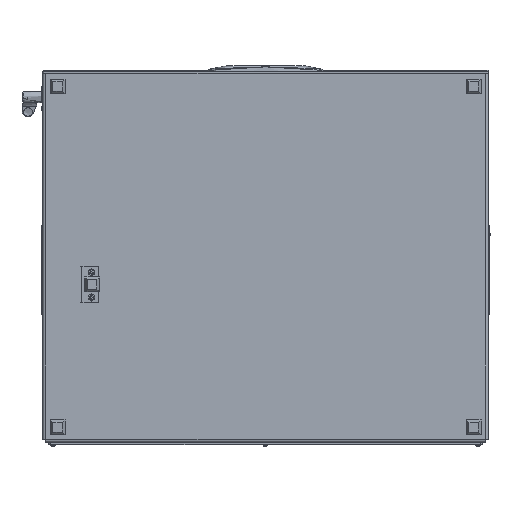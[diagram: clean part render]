
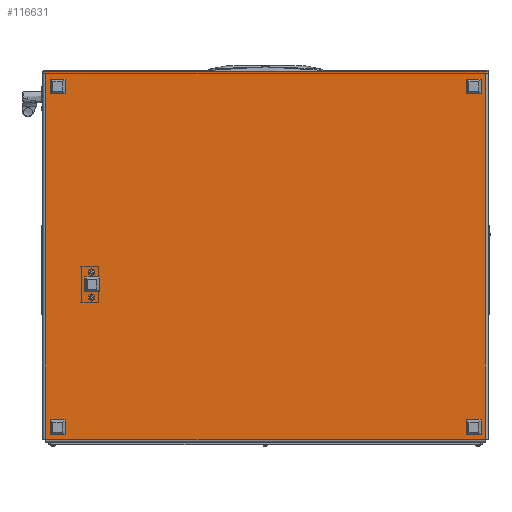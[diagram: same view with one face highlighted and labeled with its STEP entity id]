
A CAD part, front view. The second image highlights one B-rep face of the part: STEP entity #116631.
In plain terms, the highlighted face is planar.
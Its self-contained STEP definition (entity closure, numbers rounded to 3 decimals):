
#2693 = VECTOR ( 'NONE', #43843, 1000. ) ;
#5356 = CARTESIAN_POINT ( 'NONE',  ( 0., 0., 0. ) ) ;
#7101 = EDGE_CURVE ( 'NONE', #114280, #73588, #62930, .T. ) ;
#7409 = LINE ( 'NONE', #71434, #113558 ) ;
#7602 = AXIS2_PLACEMENT_3D ( 'NONE', #131173, #81533, #28953 ) ;
#8884 = EDGE_CURVE ( 'NONE', #90972, #122802, #133113, .T. ) ;
#9551 = EDGE_CURVE ( 'NONE', #73126, #80807, #7409, .T. ) ;
#13010 = DIRECTION ( 'NONE',  ( -1., 0., 0. ) ) ;
#15614 = VECTOR ( 'NONE', #75916, 1000. ) ;
#15866 = AXIS2_PLACEMENT_3D ( 'NONE', #103725, #42065, #114040 ) ;
#18982 = DIRECTION ( 'NONE',  ( 0., 0., -1. ) ) ;
#22855 = VERTEX_POINT ( 'NONE', #113737 ) ;
#23010 = EDGE_CURVE ( 'NONE', #89956, #26551, #102147, .T. ) ;
#23363 = DIRECTION ( 'NONE',  ( 0., 0., -1. ) ) ;
#24234 = CARTESIAN_POINT ( 'NONE',  ( 0., -2., 0. ) ) ;
#26551 = VERTEX_POINT ( 'NONE', #32067 ) ;
#26758 = CARTESIAN_POINT ( 'NONE',  ( 0., -2., 0. ) ) ;
#28953 = DIRECTION ( 'NONE',  ( -1., 0., 0. ) ) ;
#29299 = CARTESIAN_POINT ( 'NONE',  ( 304.8, 545., 0. ) ) ;
#29996 = EDGE_LOOP ( 'NONE', ( #50796, #30997, #128581, #104459, #40126, #79017, #123773, #78146 ) ) ;
#30125 = EDGE_CURVE ( 'NONE', #89956, #73126, #97230, .T. ) ;
#30929 = CIRCLE ( 'NONE', #79547, 5.2 ) ;
#30997 = ORIENTED_EDGE ( 'NONE', *, *, #8884, .T. ) ;
#32067 = CARTESIAN_POINT ( 'NONE',  ( 506., 0., 0. ) ) ;
#32488 = CARTESIAN_POINT ( 'NONE',  ( 0., 610., 0. ) ) ;
#36742 = DIRECTION ( 'NONE',  ( 1., 0., 0. ) ) ;
#39498 = EDGE_CURVE ( 'NONE', #22855, #80807, #116827, .T. ) ;
#40126 = ORIENTED_EDGE ( 'NONE', *, *, #9551, .F. ) ;
#40820 = VECTOR ( 'NONE', #86581, 1000. ) ;
#40994 = ORIENTED_EDGE ( 'NONE', *, *, #48128, .F. ) ;
#42065 = DIRECTION ( 'NONE',  ( 0., 0., -1. ) ) ;
#43843 = DIRECTION ( 'NONE',  ( 1., 0., 0. ) ) ;
#44859 = DIRECTION ( 'NONE',  ( -1., 0., 0. ) ) ;
#47290 = ORIENTED_EDGE ( 'NONE', *, *, #49650, .F. ) ;
#48115 = LINE ( 'NONE', #120999, #98061 ) ;
#48128 = EDGE_CURVE ( 'NONE', #63410, #86560, #54994, .T. ) ;
#48189 = EDGE_CURVE ( 'NONE', #63172, #26551, #91919, .T. ) ;
#48228 = AXIS2_PLACEMENT_3D ( 'NONE', #57741, #18982, #121962 ) ;
#49650 = EDGE_CURVE ( 'NONE', #86560, #63410, #107670, .T. ) ;
#50796 = ORIENTED_EDGE ( 'NONE', *, *, #116848, .F. ) ;
#51113 = EDGE_LOOP ( 'NONE', ( #47290, #40994 ) ) ;
#54170 = CARTESIAN_POINT ( 'NONE',  ( 0., -4., 0. ) ) ;
#54994 = CIRCLE ( 'NONE', #89449, 5.2 ) ;
#57741 = CARTESIAN_POINT ( 'NONE',  ( 310., 545., 0. ) ) ;
#58703 = CARTESIAN_POINT ( 'NONE',  ( 315.2, 545., 0. ) ) ;
#61616 = CARTESIAN_POINT ( 'NONE',  ( -2., -2., 0. ) ) ;
#62930 = CIRCLE ( 'NONE', #48228, 5.2 ) ;
#63172 = VERTEX_POINT ( 'NONE', #5356 ) ;
#63410 = VERTEX_POINT ( 'NONE', #91048 ) ;
#63906 = ORIENTED_EDGE ( 'NONE', *, *, #7101, .F. ) ;
#64617 = EDGE_LOOP ( 'NONE', ( #76205, #63906 ) ) ;
#65528 = CARTESIAN_POINT ( 'NONE',  ( 0., 0., 0. ) ) ;
#66645 = CARTESIAN_POINT ( 'NONE',  ( 0., 608., 0. ) ) ;
#71434 = CARTESIAN_POINT ( 'NONE',  ( 0., -4., 0. ) ) ;
#73126 = VERTEX_POINT ( 'NONE', #66645 ) ;
#73588 = VERTEX_POINT ( 'NONE', #29299 ) ;
#74822 = DIRECTION ( 'NONE',  ( 0., 1., 0. ) ) ;
#75916 = DIRECTION ( 'NONE',  ( -1., 0., 0. ) ) ;
#76205 = ORIENTED_EDGE ( 'NONE', *, *, #114592, .F. ) ;
#77994 = VECTOR ( 'NONE', #126798, 1000. ) ;
#78146 = ORIENTED_EDGE ( 'NONE', *, *, #48189, .F. ) ;
#79017 = ORIENTED_EDGE ( 'NONE', *, *, #30125, .F. ) ;
#79547 = AXIS2_PLACEMENT_3D ( 'NONE', #107475, #23363, #13010 ) ;
#80807 = VERTEX_POINT ( 'NONE', #32488 ) ;
#81533 = DIRECTION ( 'NONE',  ( 0., 0., -1. ) ) ;
#82120 = DIRECTION ( 'NONE',  ( 0., 1., 0. ) ) ;
#82993 = CARTESIAN_POINT ( 'NONE',  ( 506., 608., 0. ) ) ;
#85693 = CARTESIAN_POINT ( 'NONE',  ( 0., 608., 0. ) ) ;
#85923 = LINE ( 'NONE', #54170, #106965 ) ;
#86560 = VERTEX_POINT ( 'NONE', #97727 ) ;
#86581 = DIRECTION ( 'NONE',  ( -1., 0., 0. ) ) ;
#89449 = AXIS2_PLACEMENT_3D ( 'NONE', #126331, #125858, #44859 ) ;
#89956 = VERTEX_POINT ( 'NONE', #82993 ) ;
#90972 = VERTEX_POINT ( 'NONE', #26758 ) ;
#91048 = CARTESIAN_POINT ( 'NONE',  ( 280.2, 545., 0. ) ) ;
#91919 = LINE ( 'NONE', #65528, #104973 ) ;
#95260 = CARTESIAN_POINT ( 'NONE',  ( 506., 608., 0. ) ) ;
#97230 = LINE ( 'NONE', #85693, #40820 ) ;
#97727 = CARTESIAN_POINT ( 'NONE',  ( 269.8, 545., 0. ) ) ;
#98061 = VECTOR ( 'NONE', #112023, 1000. ) ;
#102147 = LINE ( 'NONE', #95260, #77994 ) ;
#103725 = CARTESIAN_POINT ( 'NONE',  ( 275., 545., 0. ) ) ;
#104459 = ORIENTED_EDGE ( 'NONE', *, *, #39498, .T. ) ;
#104643 = CARTESIAN_POINT ( 'NONE',  ( 0., 610., 0. ) ) ;
#104973 = VECTOR ( 'NONE', #36742, 1000. ) ;
#106965 = VECTOR ( 'NONE', #74822, 1000. ) ;
#107475 = CARTESIAN_POINT ( 'NONE',  ( 310., 545., 0. ) ) ;
#107670 = CIRCLE ( 'NONE', #15866, 5.2 ) ;
#112023 = DIRECTION ( 'NONE',  ( 0., 1., 0. ) ) ;
#113558 = VECTOR ( 'NONE', #82120, 1000. ) ;
#113737 = CARTESIAN_POINT ( 'NONE',  ( -2., 610., 0. ) ) ;
#114040 = DIRECTION ( 'NONE',  ( -1., 0., 0. ) ) ;
#114280 = VERTEX_POINT ( 'NONE', #58703 ) ;
#114592 = EDGE_CURVE ( 'NONE', #73588, #114280, #30929, .T. ) ;
#116631 = ADVANCED_FACE ( 'NONE', ( #128526, #121975, #133306 ), #132002, .T. ) ;
#116827 = LINE ( 'NONE', #104643, #2693 ) ;
#116848 = EDGE_CURVE ( 'NONE', #90972, #63172, #85923, .T. ) ;
#120999 = CARTESIAN_POINT ( 'NONE',  ( -2., -4., 0. ) ) ;
#121962 = DIRECTION ( 'NONE',  ( -1., 0., 0. ) ) ;
#121975 = FACE_BOUND ( 'NONE', #64617, .T. ) ;
#122802 = VERTEX_POINT ( 'NONE', #61616 ) ;
#123773 = ORIENTED_EDGE ( 'NONE', *, *, #23010, .T. ) ;
#125858 = DIRECTION ( 'NONE',  ( 0., 0., -1. ) ) ;
#126331 = CARTESIAN_POINT ( 'NONE',  ( 275., 545., 0. ) ) ;
#126798 = DIRECTION ( 'NONE',  ( 0., -1., 0. ) ) ;
#127321 = EDGE_CURVE ( 'NONE', #122802, #22855, #48115, .T. ) ;
#128526 = FACE_BOUND ( 'NONE', #51113, .T. ) ;
#128581 = ORIENTED_EDGE ( 'NONE', *, *, #127321, .T. ) ;
#131173 = CARTESIAN_POINT ( 'NONE',  ( 0., 608., 0. ) ) ;
#132002 = PLANE ( 'NONE',  #7602 ) ;
#133113 = LINE ( 'NONE', #24234, #15614 ) ;
#133306 = FACE_OUTER_BOUND ( 'NONE', #29996, .T. ) ;
